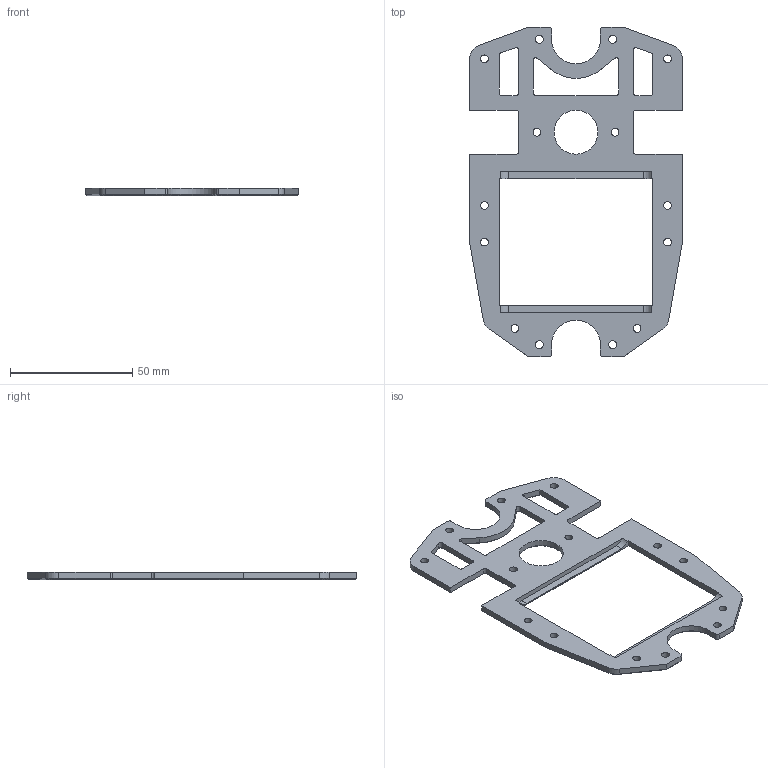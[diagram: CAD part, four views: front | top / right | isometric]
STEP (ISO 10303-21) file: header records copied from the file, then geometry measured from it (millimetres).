
FILE_DESCRIPTION(('FreeCAD Model'),'2;1');
FILE_NAME('UnderPlate.step', '2014-10-21T14:37:17',('FreeCAD'),('FreeCAD'), 'Open CASCADE STEP processor 6.5','FreeCAD','Unknown');
FILE_SCHEMA(('AUTOMOTIVE_DESIGN_CC2 { 1 2 10303 214 -1 1 5 4 }'));
Length unit declared in the file: millimetre
Products named in the file (1): UnderPlate
Bounding box: 87 x 135 x 3 mm (x, y, z)
Volume: 15343.9 mm3; surface area: 13942.7 mm2
Topology: 1 solids, 1 shells, 184 faces, 464 edges, 282 vertices
Faces by surface type: plane 88, cone 51, cylinder 45
Full cylindrical faces by diameter (mm): 3.2 x14, 18 x1
Entity records: 11508 total; most frequent: CARTESIAN_POINT 2229, DIRECTION 1713, LINE 975, VECTOR 975, ORIENTED_EDGE 928, PCURVE 928, DEFINITIONAL_REPRESENTATION 928, EDGE_CURVE 464
